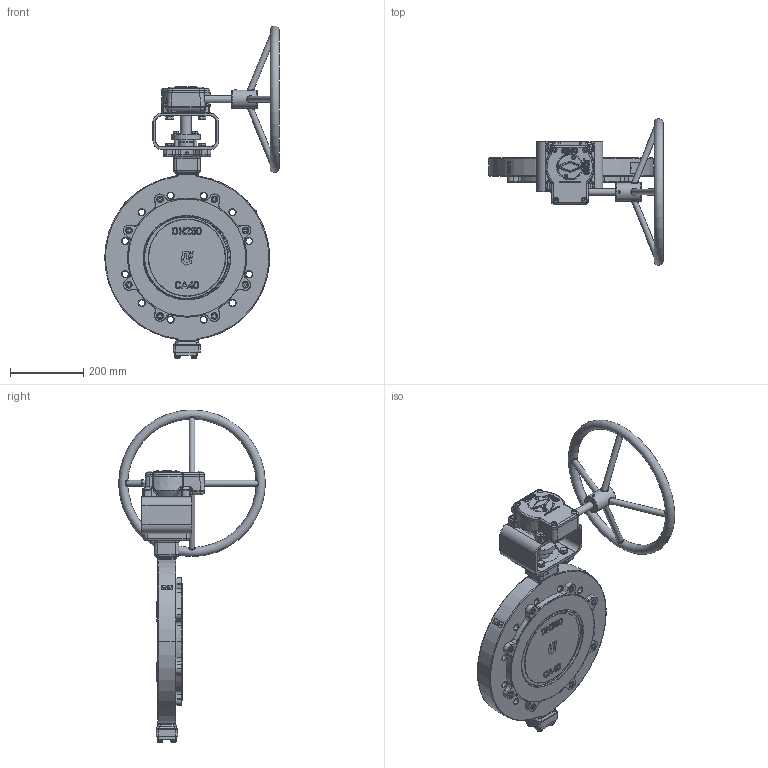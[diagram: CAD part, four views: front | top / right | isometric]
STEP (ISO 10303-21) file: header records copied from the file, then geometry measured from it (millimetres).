
FILE_DESCRIPTION(('HOOPS Exchange Step'),'2;1');
FILE_NAME('AK14_DN250_PN10_Getriebe.stp','2024-11-22T14:21:48+01:00',('nieru'),('Unknown organisation'),'HOOPS Exchange 2024.2','HOOPS Exchange','Unknown authorisation');
FILE_SCHEMA( ('AP203_CONFIGURATION_CONTROLLED_3D_DESIGN_OF_MECHANICAL_PARTS_AND_ASSEMBLIES_MIM_LF') );
Length unit declared in the file: millimetre
Products named in the file (12): 0; root
Assembly tree (11 placements, depth 4):
  root
    0
    0
      0
        0
      0
      0
      0
      0
        0
      0
      0
Bounding box: 476.54 x 400 x 906.4 mm (x, y, z)
Volume: 9362274.4 mm3; surface area: 1190036.6 mm2
Topology: 78 solids, 697 shells, 3637 faces, 10073 edges, 7219 vertices
Faces by surface type: bspline 1244, plane 964, cylinder 861, cone 308, torus 234, sphere 24, extrusion 2
Full cylindrical faces by diameter (mm): 6 x2, 8 x2, 10 x2, 12 x6, 13 x8, 14 x4, 16 x6, 18 x4, 20 x3, 21.1 x4, 21.533 x1, 28 x2, 30 x6, 46 x1, 48 x1, 50 x1, 67 x1, 72 x1, 80 x1, 102 x1, 210 x1, 226.071 x1, 241.577 x1, 320 x1
Entity records: 356148 total; most frequent: CARTESIAN_POINT 270192, ORIENTED_EDGE 17055, DIRECTION 14846, EDGE_CURVE 9984, VERTEX_POINT 7219, AXIS2_PLACEMENT_3D 5716, EDGE_LOOP 3861, FACE_BOUND 3861
